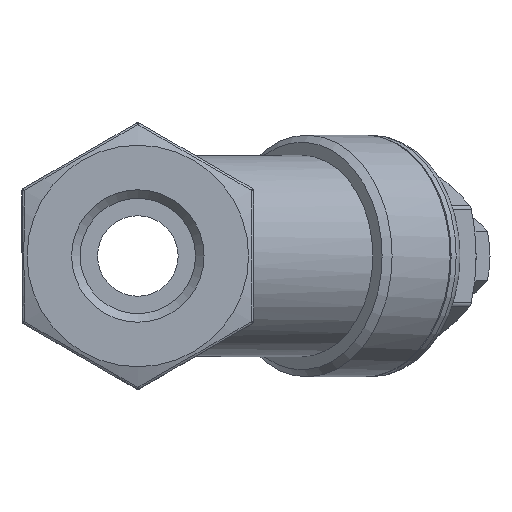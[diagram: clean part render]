
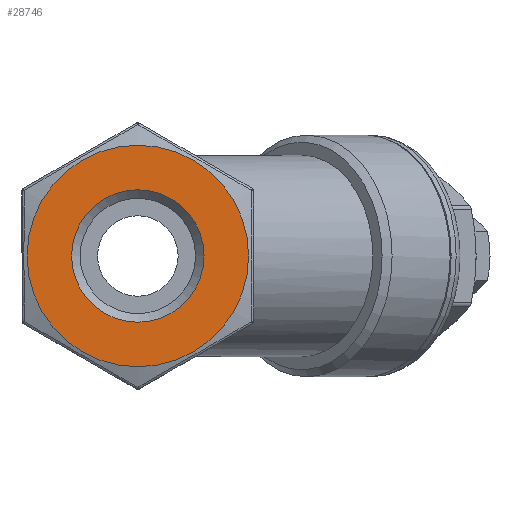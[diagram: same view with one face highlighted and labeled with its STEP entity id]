
A CAD part, left-side view. The second image highlights one B-rep face of the part: STEP entity #28746.
In plain terms, the highlighted planar face has unit normal (-1, 0, 0).
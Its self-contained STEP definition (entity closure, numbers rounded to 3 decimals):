
#2938 = CARTESIAN_POINT ( 'NONE',  ( 0., 0., 0. ) ) ;
#2940 = DIRECTION ( 'NONE',  ( -1., 0., 0. ) ) ;
#2941 = DIRECTION ( 'NONE',  ( 0., 0., 1. ) ) ;
#2945 = CARTESIAN_POINT ( 'NONE',  ( 0., 0., 0. ) ) ;
#2947 = DIRECTION ( 'NONE',  ( 1., 0., 0. ) ) ;
#2949 = DIRECTION ( 'NONE',  ( 0., 0., -1. ) ) ;
#3262 = CIRCLE ( 'NONE', #3268, 11. ) ;
#3266 = AXIS2_PLACEMENT_3D ( 'NONE', #2945, #2947, #2949 ) ;
#3268 = AXIS2_PLACEMENT_3D ( 'NONE', #2938, #2940, #2941 ) ;
#3273 = CIRCLE ( 'NONE', #3266, 6.579 ) ;
#3933 = AXIS2_PLACEMENT_3D ( 'NONE', #26849, #26850, #26851 ) ;
#21857 = VERTEX_POINT ( 'NONE', #21860 ) ;
#21859 = VERTEX_POINT ( 'NONE', #21862 ) ;
#21860 = CARTESIAN_POINT ( 'NONE',  ( 0., 0., 11. ) ) ;
#21862 = CARTESIAN_POINT ( 'NONE',  ( 0., 0., -6.579 ) ) ;
#23947 = EDGE_CURVE ( 'NONE', #21857, #21857, #3262, .T. ) ;
#23949 = EDGE_CURVE ( 'NONE', #21859, #21859, #3273, .T. ) ;
#26822 = FACE_OUTER_BOUND ( 'NONE', #33263, .T. ) ;
#26838 = FACE_BOUND ( 'NONE', #33262, .T. ) ;
#26840 = PLANE ( 'NONE',  #3933 ) ;
#26849 = CARTESIAN_POINT ( 'NONE',  ( 0., 20., 0. ) ) ;
#26850 = DIRECTION ( 'NONE',  ( 1., 0., 0. ) ) ;
#26851 = DIRECTION ( 'NONE',  ( 0., 0., -1. ) ) ;
#28746 = ADVANCED_FACE ( 'NONE', ( #26838, #26822 ), #26840, .F. ) ;
#30724 = ORIENTED_EDGE ( 'NONE', *, *, #23949, .T. ) ;
#30725 = ORIENTED_EDGE ( 'NONE', *, *, #23947, .T. ) ;
#33262 = EDGE_LOOP ( 'NONE', ( #30724 ) ) ;
#33263 = EDGE_LOOP ( 'NONE', ( #30725 ) ) ;
